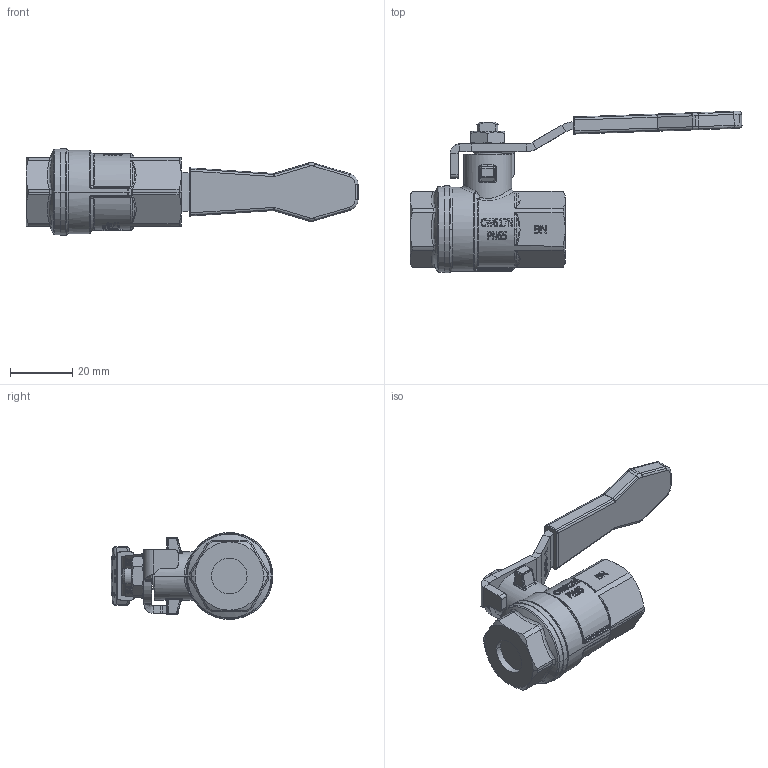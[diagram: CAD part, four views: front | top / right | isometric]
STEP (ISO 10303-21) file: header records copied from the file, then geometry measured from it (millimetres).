
FILE_DESCRIPTION(('STEP AP214'),'1');
FILE_NAME('valve_960-1_4.stp','2018-01-12T08:56:29',('TraceParts'),('TraceParts S.A.'),'Spatial InterOp 3D',' ',' ');
FILE_SCHEMA(('automotive_design'));
Length unit declared in the file: millimetre
Products named in the file (1): valve_960-1_4
Bounding box: 106.91 x 52.03 x 28 mm (x, y, z)
Volume: 32442.7 mm3; surface area: 10166.9 mm2
Topology: 1 solids, 1 shells, 1436 faces, 3807 edges, 2477 vertices
Faces by surface type: plane 591, bspline 541, cylinder 210, torus 46, cone 36, sphere 12
Entity records: 64322 total; most frequent: CARTESIAN_POINT 20684, ORIENTED_EDGE 7590, DIRECTION 5039, EDGE_CURVE 3795, VERTEX_POINT 2477, LINE 1957, VECTOR 1957, EDGE_LOOP 1554
